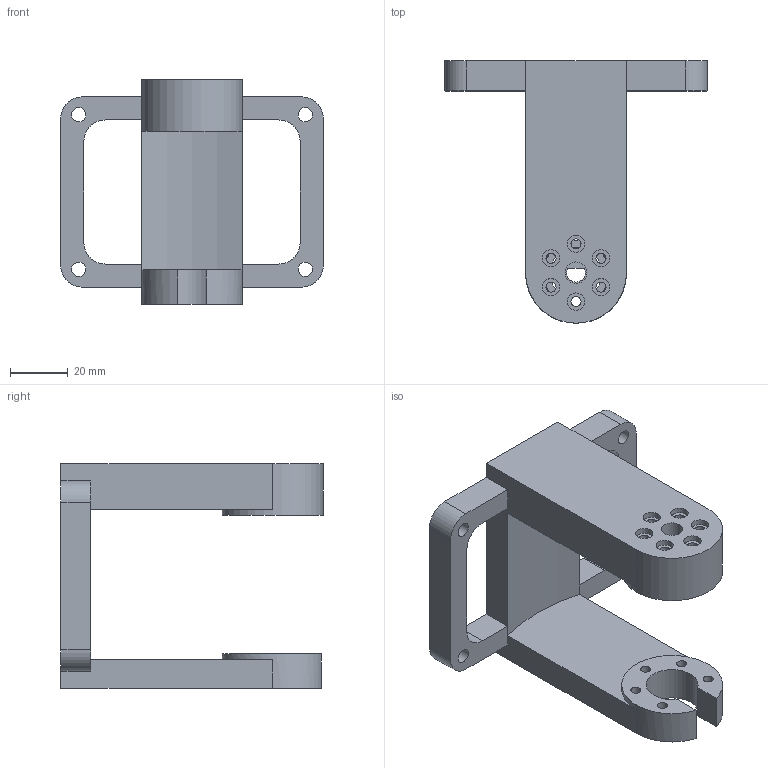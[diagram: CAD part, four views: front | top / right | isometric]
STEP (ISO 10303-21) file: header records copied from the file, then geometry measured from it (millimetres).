
FILE_DESCRIPTION(/* description */ (''),/* implementation_level */ '2;1');
FILE_NAME(/* name */ 'OutputShaft.stp',/* time_stamp */ '2025-10-24T01:08:31-05:00',/* author */ ('aul12'),/* organization */ (''),/* preprocessor_version */ 'ST-DEVELOPER v19.2',/* originating_system */ 'Autodesk Inventor 2024',/* authorisation */ '');
FILE_SCHEMA (('AUTOMOTIVE_DESIGN { 1 0 10303 214 3 1 1 }'));
Length unit declared in the file: millimetre
Products named in the file (1): OutputShaft
Bounding box: 91 x 91 x 78 mm (x, y, z)
Volume: 109153.2 mm3; surface area: 32787.2 mm2
Topology: 1 solids, 1 shells, 80 faces, 199 edges, 131 vertices
Faces by surface type: plane 40, cylinder 40
Full cylindrical faces by diameter (mm): 3.5 x11, 5 x4, 6 x6, 6.25 x5, 7.5 x1, 35 x1
Entity records: 2521 total; most frequent: DIRECTION 444, CARTESIAN_POINT 411, ORIENTED_EDGE 398, EDGE_CURVE 199, AXIS2_PLACEMENT_3D 164, VERTEX_POINT 131, EDGE_LOOP 126, LINE 116
